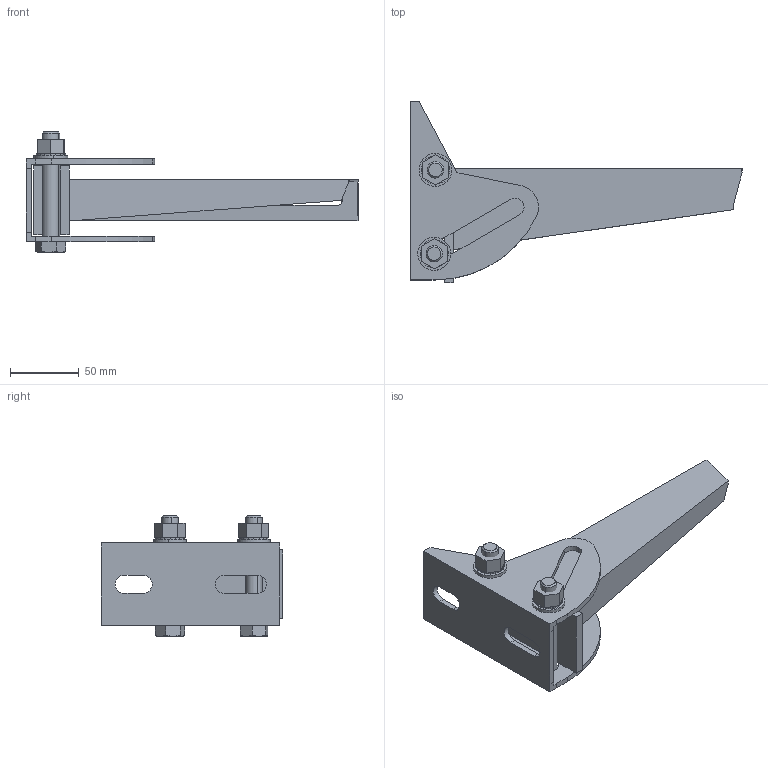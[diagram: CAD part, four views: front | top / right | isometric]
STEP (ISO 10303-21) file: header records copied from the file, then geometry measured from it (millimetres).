
FILE_DESCRIPTION (( 'STEP AP214' ), '1' );
FILE_NAME ('6419534.stp', '2020-09-23T06:06:14', ( '' ), ( '' ), 'SwSTEP 2.0', 'SolidWorks 2020', '' );
FILE_SCHEMA (( 'AUTOMOTIVE_DESIGN' ));
Length unit declared in the file: millimetre
Products named in the file (8): 020244_DIN 934 - M12; KTS 04.020--009_L=95; 020343_ISO 7089-12; serrated lock washer 1_din_DIN 6798-A13; 020322_DIN 933 - M12 x 80; 6419534; KTS 04.020-008; 039726_Formteil AW-AS 30-210
Assembly tree (11 placements, depth 2):
  6419534
    039726_Formteil AW-AS 30-210
    KTS 04.020--009_L=95
    KTS 04.020-008
    020322_DIN 933 - M12 x 80  x2
    020343_ISO 7089-12  x2
    serrated lock washer 1_din_DIN 6798-A13  x2
    020244_DIN 934 - M12  x2
Bounding box: 241.52 x 132 x 87.68 mm (x, y, z)
Volume: 168025.1 mm3; surface area: 106668.3 mm2
Topology: 11 solids, 11 shells, 305 faces, 879 edges, 536 vertices
Faces by surface type: plane 164, bspline 68, cylinder 57, cone 16
Entity records: 7395 total; most frequent: CARTESIAN_POINT 2132, ORIENTED_EDGE 1066, DIRECTION 907, EDGE_CURVE 533, VERTEX_POINT 352, VECTOR 313, LINE 313, AXIS2_PLACEMENT_3D 297
